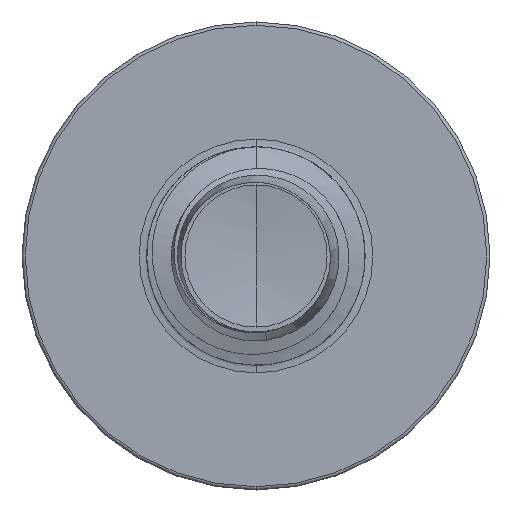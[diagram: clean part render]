
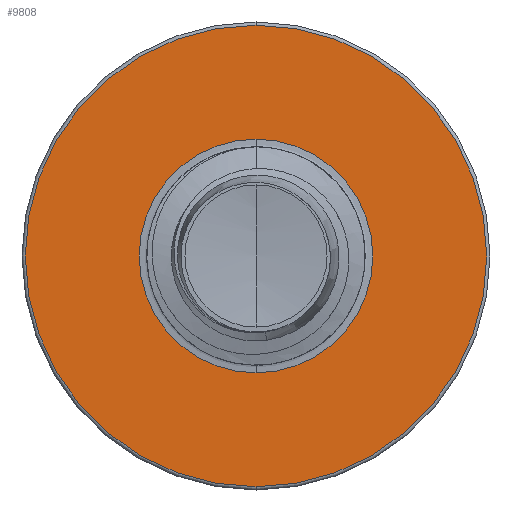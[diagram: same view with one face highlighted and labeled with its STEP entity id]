
A CAD part, front view. The second image highlights one B-rep face of the part: STEP entity #9808.
In plain terms, the highlighted planar face has unit normal (0, -1, 0).
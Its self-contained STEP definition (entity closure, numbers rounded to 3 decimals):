
#879 = CARTESIAN_POINT ( 'NONE',  ( 0., 8.5, -3.697 ) ) ;
#1141 = AXIS2_PLACEMENT_3D ( 'NONE', #4188, #17057, #6024 ) ;
#1925 = AXIS2_PLACEMENT_3D ( 'NONE', #15799, #4765, #17651 ) ;
#3242 = ORIENTED_EDGE ( 'NONE', *, *, #13566, .T. ) ;
#3946 = AXIS2_PLACEMENT_3D ( 'NONE', #5874, #18769, #7704 ) ;
#4188 = CARTESIAN_POINT ( 'NONE',  ( 0., 8.5, -1.872 ) ) ;
#4634 = ORIENTED_EDGE ( 'NONE', *, *, #11706, .F. ) ;
#4765 = DIRECTION ( 'NONE',  ( 0., 1., 0. ) ) ;
#5082 = CIRCLE ( 'NONE', #14116, 1.872 ) ;
#5874 = CARTESIAN_POINT ( 'NONE',  ( 0., 8.5, 0. ) ) ;
#6024 = DIRECTION ( 'NONE',  ( 0., 0., 1. ) ) ;
#6338 = ORIENTED_EDGE ( 'NONE', *, *, #16419, .F. ) ;
#7396 = CIRCLE ( 'NONE', #1925, 1.872 ) ;
#7462 = VERTEX_POINT ( 'NONE', #14745 ) ;
#7680 = EDGE_LOOP ( 'NONE', ( #4634, #6338 ) ) ;
#7704 = DIRECTION ( 'NONE',  ( 0., 0., 1. ) ) ;
#8625 = CARTESIAN_POINT ( 'NONE',  ( 0., 8.5, 0. ) ) ;
#8952 = VERTEX_POINT ( 'NONE', #12005 ) ;
#8955 = DIRECTION ( 'NONE',  ( 0., 1., 0. ) ) ;
#9125 = FACE_BOUND ( 'NONE', #18664, .T. ) ;
#9808 = ADVANCED_FACE ( 'NONE', ( #18943, #9125 ), #11369, .F. ) ;
#10453 = DIRECTION ( 'NONE',  ( 0., 0., 1. ) ) ;
#10661 = EDGE_CURVE ( 'NONE', #18215, #8952, #7396, .T. ) ;
#10822 = CARTESIAN_POINT ( 'NONE',  ( 0., 8.5, 1.872 ) ) ;
#11369 = PLANE ( 'NONE',  #1141 ) ;
#11706 = EDGE_CURVE ( 'NONE', #7462, #17304, #11964, .T. ) ;
#11964 = CIRCLE ( 'NONE', #3946, 3.697 ) ;
#12005 = CARTESIAN_POINT ( 'NONE',  ( 0., 8.5, -1.872 ) ) ;
#12519 = CIRCLE ( 'NONE', #18473, 3.697 ) ;
#13566 = EDGE_CURVE ( 'NONE', #8952, #18215, #5082, .T. ) ;
#14116 = AXIS2_PLACEMENT_3D ( 'NONE', #8625, #21539, #10453 ) ;
#14745 = CARTESIAN_POINT ( 'NONE',  ( 0., 8.5, 3.698 ) ) ;
#15799 = CARTESIAN_POINT ( 'NONE',  ( 0., 8.5, 0. ) ) ;
#16419 = EDGE_CURVE ( 'NONE', #17304, #7462, #12519, .T. ) ;
#17057 = DIRECTION ( 'NONE',  ( 0., 1., 0. ) ) ;
#17304 = VERTEX_POINT ( 'NONE', #879 ) ;
#17651 = DIRECTION ( 'NONE',  ( 0., 0., 1. ) ) ;
#18215 = VERTEX_POINT ( 'NONE', #10822 ) ;
#18473 = AXIS2_PLACEMENT_3D ( 'NONE', #20020, #8955, #21857 ) ;
#18664 = EDGE_LOOP ( 'NONE', ( #21027, #3242 ) ) ;
#18769 = DIRECTION ( 'NONE',  ( 0., 1., 0. ) ) ;
#18943 = FACE_OUTER_BOUND ( 'NONE', #7680, .T. ) ;
#20020 = CARTESIAN_POINT ( 'NONE',  ( 0., 8.5, 0. ) ) ;
#21027 = ORIENTED_EDGE ( 'NONE', *, *, #10661, .T. ) ;
#21539 = DIRECTION ( 'NONE',  ( 0., 1., 0. ) ) ;
#21857 = DIRECTION ( 'NONE',  ( 0., 0., 1. ) ) ;
